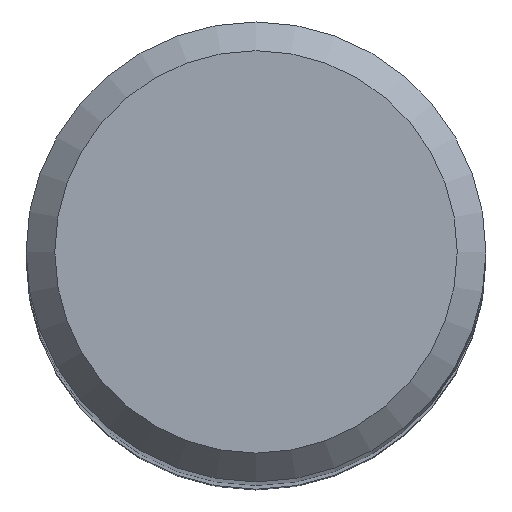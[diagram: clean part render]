
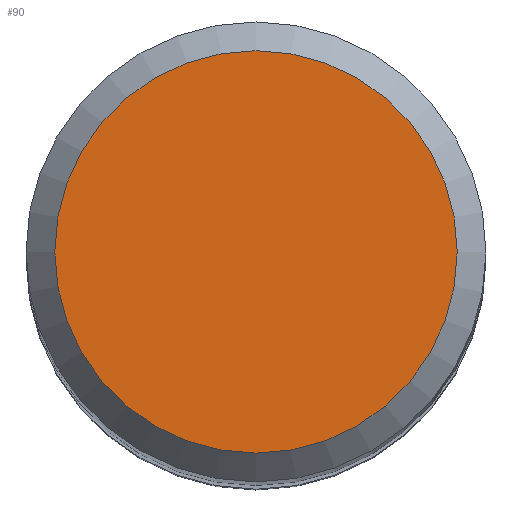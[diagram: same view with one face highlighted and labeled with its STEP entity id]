
A CAD part, top view. The second image highlights one B-rep face of the part: STEP entity #90.
In plain terms, the highlighted planar face has unit normal (0, 0, 1).
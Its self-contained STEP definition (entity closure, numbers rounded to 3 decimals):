
#11 = CARTESIAN_POINT ( 'NONE',  ( 0., 0., 81. ) ) ;
#16 = ORIENTED_EDGE ( 'NONE', *, *, #118, .F. ) ;
#23 = DIRECTION ( 'NONE',  ( 0., 1., 0. ) ) ;
#42 = FACE_OUTER_BOUND ( 'NONE', #167, .T. ) ;
#89 = DIRECTION ( 'NONE',  ( 0., 0., -1. ) ) ;
#90 = ADVANCED_FACE ( 'NONE', ( #42 ), #117, .F. ) ;
#99 = DIRECTION ( 'NONE',  ( 0., 0., -1. ) ) ;
#117 = PLANE ( 'NONE',  #170 ) ;
#118 = EDGE_CURVE ( 'NONE', #211, #211, #171, .T. ) ;
#167 = EDGE_LOOP ( 'NONE', ( #16 ) ) ;
#170 = AXIS2_PLACEMENT_3D ( 'NONE', #11, #89, #198 ) ;
#171 = CIRCLE ( 'NONE', #226, 3.5 ) ;
#172 = CARTESIAN_POINT ( 'NONE',  ( 0., 3.5, 81. ) ) ;
#189 = CARTESIAN_POINT ( 'NONE',  ( 0., 0., 81. ) ) ;
#198 = DIRECTION ( 'NONE',  ( 0., 1., 0. ) ) ;
#211 = VERTEX_POINT ( 'NONE', #172 ) ;
#226 = AXIS2_PLACEMENT_3D ( 'NONE', #189, #99, #23 ) ;
